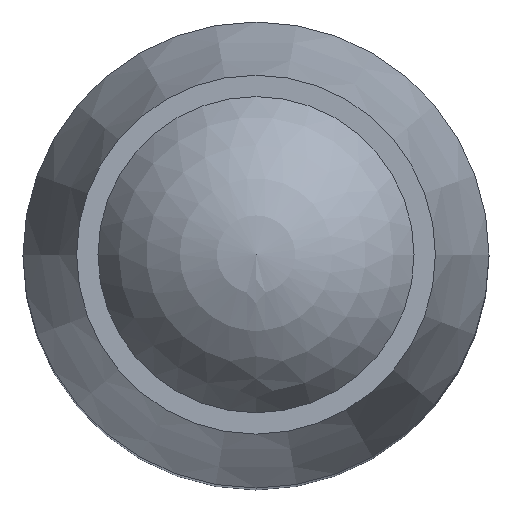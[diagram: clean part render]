
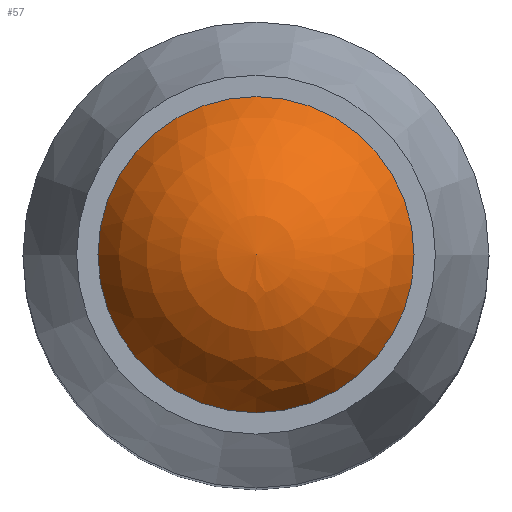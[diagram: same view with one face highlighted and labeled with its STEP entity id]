
A CAD part, top view. The second image highlights one B-rep face of the part: STEP entity #57.
In plain terms, the highlighted spherical face has radius 7.5 mm.
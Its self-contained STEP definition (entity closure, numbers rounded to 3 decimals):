
#57 = ADVANCED_FACE( '', ( #121, #122 ), #123, .T. );
#121 = FACE_BOUND( '', #192, .T. );
#122 = FACE_OUTER_BOUND( '', #193, .T. );
#123 = SPHERICAL_SURFACE( '', #194, 7.5 );
#192 = VERTEX_LOOP( '', #299 );
#193 = EDGE_LOOP( '', ( #300 ) );
#194 = AXIS2_PLACEMENT_3D( '', #301, #302, #303 );
#299 = VERTEX_POINT( '', #417 );
#300 = ORIENTED_EDGE( '', *, *, #418, .T. );
#301 = CARTESIAN_POINT( '', ( 0., 0., 54.5 ) );
#302 = DIRECTION( '', ( 0., 0., 1. ) );
#303 = DIRECTION( '', ( 0., -1., 0. ) );
#417 = CARTESIAN_POINT( '', ( 0., 0., 62. ) );
#418 = EDGE_CURVE( '', #491, #491, #492, .T. );
#491 = VERTEX_POINT( '', #588 );
#492 = CIRCLE( '', #589, 6.783 );
#588 = CARTESIAN_POINT( '', ( 6.783, 0., 57.7 ) );
#589 = AXIS2_PLACEMENT_3D( '', #656, #657, #658 );
#656 = CARTESIAN_POINT( '', ( 0., 0., 57.7 ) );
#657 = DIRECTION( '', ( 0., 0., 1. ) );
#658 = DIRECTION( '', ( 1., 0., 0. ) );
